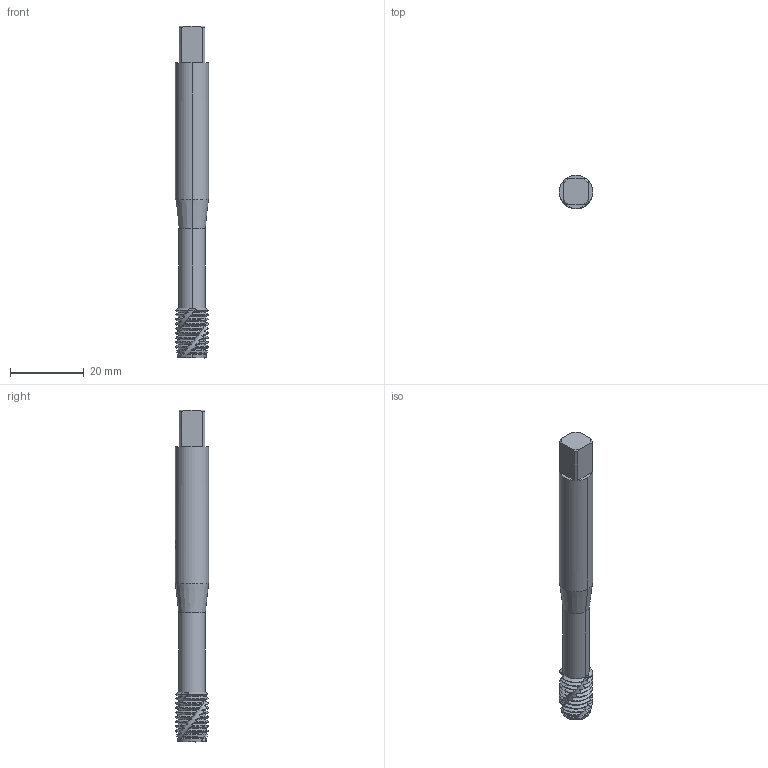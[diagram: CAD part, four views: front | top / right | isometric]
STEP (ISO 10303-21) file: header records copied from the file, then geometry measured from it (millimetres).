
FILE_DESCRIPTION(('no description'),'unknown implementation level');
FILE_NAME('solidVFpbsBcV_PBmpLhv71FGGZf80bg_1.STP',' ',('CIM GmbH Aachen'),('CADClick - KiM GmbH - www.kimweb.de'),'unknown preprocess','ACIS','unknown authorization');
FILE_SCHEMA(('automotive_design'));
Length unit declared in the file: millimetre
Products named in the file (2): 1; 2
Bounding box: 9 x 9 x 90 mm (x, y, z)
Volume: 4802.2 mm3; surface area: 3258.4 mm2
Topology: 2 solids, 2 shells, 248 faces, 697 edges, 453 vertices
Faces by surface type: cone 125, cylinder 97, plane 17, bspline 6, revolution 3
Entity records: 19820 total; most frequent: CARTESIAN_POINT 6028, STYLED_ITEM 1400, PRESENTATION_STYLE_ASSIGNMENT 1400, COLOUR_RGB 1400, ORIENTED_EDGE 1394, DIRECTION 1145, EDGE_CURVE 697, CURVE_STYLE 697
